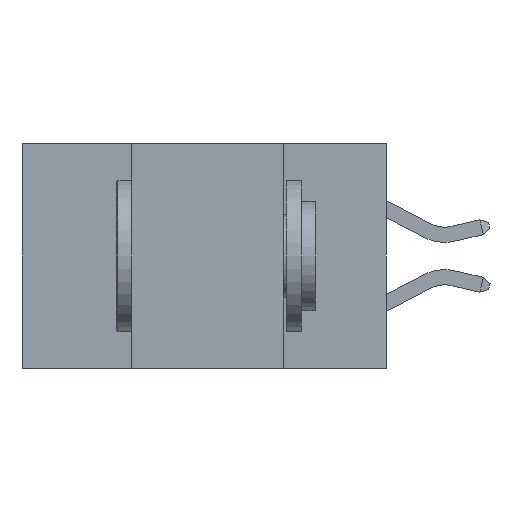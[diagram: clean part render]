
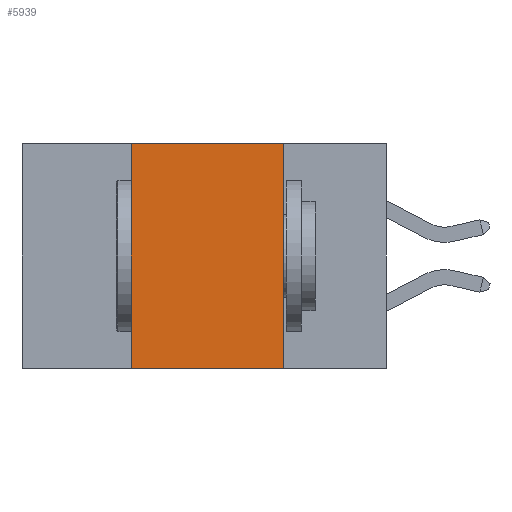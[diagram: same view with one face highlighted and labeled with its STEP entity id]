
A CAD part, left-side view. The second image highlights one B-rep face of the part: STEP entity #5939.
In plain terms, the highlighted planar face has unit normal (-1, 0, 0).
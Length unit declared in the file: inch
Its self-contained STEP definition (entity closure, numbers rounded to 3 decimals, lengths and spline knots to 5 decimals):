
#352 = LINE ( 'NONE', #16975, #12188 ) ;
#950 = ORIENTED_EDGE ( 'NONE', *, *, #12146, .T. ) ;
#1566 = CARTESIAN_POINT ( 'NONE',  ( 0., 0.17, -0.37 ) ) ;
#1755 = PLANE ( 'NONE',  #14891 ) ;
#3711 = DIRECTION ( 'NONE',  ( 0., -1., 0. ) ) ;
#3763 = EDGE_LOOP ( 'NONE', ( #10323, #9483, #5879, #950 ) ) ;
#3937 = VERTEX_POINT ( 'NONE', #13910 ) ;
#5143 = CARTESIAN_POINT ( 'NONE',  ( 0., 0.6, 0. ) ) ;
#5330 = CARTESIAN_POINT ( 'NONE',  ( 0., 0.17, -0.37 ) ) ;
#5559 = LINE ( 'NONE', #5330, #18196 ) ;
#5879 = ORIENTED_EDGE ( 'NONE', *, *, #12023, .F. ) ;
#5899 = VECTOR ( 'NONE', #6849, 39.37008 ) ;
#5939 = ADVANCED_FACE ( 'NONE', ( #12945 ), #1755, .F. ) ;
#6849 = DIRECTION ( 'NONE',  ( 0., 0., 1. ) ) ;
#7078 = DIRECTION ( 'NONE',  ( 0., 0., -1. ) ) ;
#7548 = EDGE_CURVE ( 'NONE', #8879, #15605, #5559, .T. ) ;
#7762 = CARTESIAN_POINT ( 'NONE',  ( 0., 0.42, 0. ) ) ;
#8519 = VERTEX_POINT ( 'NONE', #7762 ) ;
#8561 = DIRECTION ( 'NONE',  ( 1., 0., 0. ) ) ;
#8879 = VERTEX_POINT ( 'NONE', #16876 ) ;
#9483 = ORIENTED_EDGE ( 'NONE', *, *, #16899, .F. ) ;
#10323 = ORIENTED_EDGE ( 'NONE', *, *, #7548, .F. ) ;
#10338 = LINE ( 'NONE', #19256, #20900 ) ;
#11209 = DIRECTION ( 'NONE',  ( 0., -1., 0. ) ) ;
#12023 = EDGE_CURVE ( 'NONE', #3937, #8519, #19017, .T. ) ;
#12146 = EDGE_CURVE ( 'NONE', #3937, #15605, #352, .T. ) ;
#12188 = VECTOR ( 'NONE', #3711, 39.37008 ) ;
#12945 = FACE_OUTER_BOUND ( 'NONE', #3763, .T. ) ;
#13910 = CARTESIAN_POINT ( 'NONE',  ( 0., 0.42, -0.37 ) ) ;
#14891 = AXIS2_PLACEMENT_3D ( 'NONE', #5143, #8561, #19959 ) ;
#15084 = CARTESIAN_POINT ( 'NONE',  ( 0., 0.42, -0.37 ) ) ;
#15605 = VERTEX_POINT ( 'NONE', #1566 ) ;
#16876 = CARTESIAN_POINT ( 'NONE',  ( 0., 0.17, 0. ) ) ;
#16899 = EDGE_CURVE ( 'NONE', #8519, #8879, #10338, .T. ) ;
#16975 = CARTESIAN_POINT ( 'NONE',  ( 0., 0.6, -0.37 ) ) ;
#18196 = VECTOR ( 'NONE', #7078, 39.37008 ) ;
#19017 = LINE ( 'NONE', #15084, #5899 ) ;
#19256 = CARTESIAN_POINT ( 'NONE',  ( 0., 0.6, 0. ) ) ;
#19959 = DIRECTION ( 'NONE',  ( 0., 0., -1. ) ) ;
#20900 = VECTOR ( 'NONE', #11209, 39.37008 ) ;
